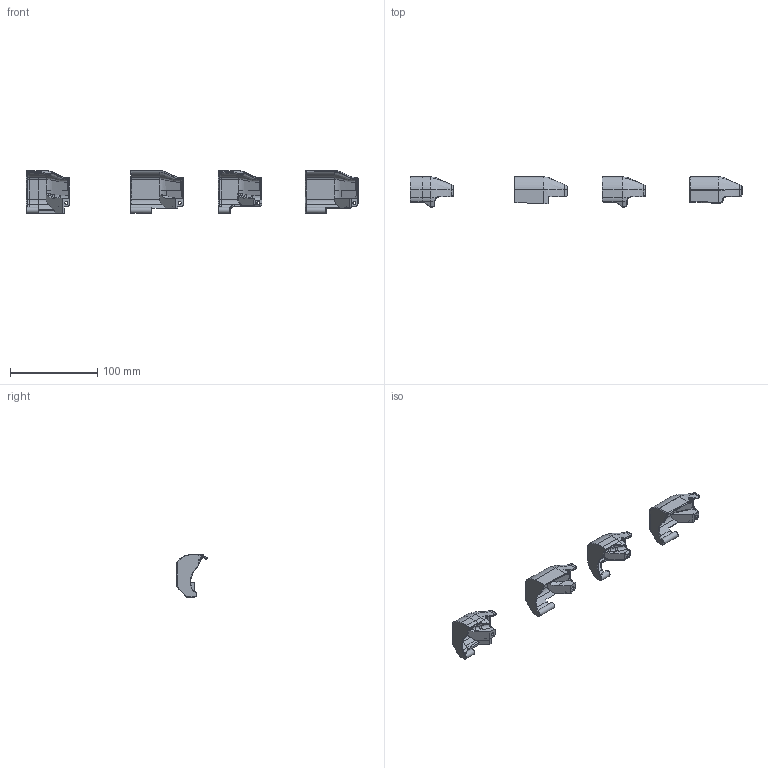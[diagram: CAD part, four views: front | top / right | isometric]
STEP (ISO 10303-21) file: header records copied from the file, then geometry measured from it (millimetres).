
FILE_DESCRIPTION(/* description */ (''),/* implementation_level */ '2;1');
FILE_NAME(/* name */ 'Wire Cover v6.step',/* time_stamp */ '2022-01-21T14:02:06+08:00',/* author */ (''),/* organization */ (''),/* preprocessor_version */ 'ST-DEVELOPER v18.1',/* originating_system */ 'Autodesk Translation Framework v10.10.0.1391',/* authorisation */ '');
FILE_SCHEMA (('AUTOMOTIVE_DESIGN { 1 0 10303 214 3 1 1 }'));
Length unit declared in the file: millimetre
Products named in the file (3): Wire Cover; Galileo Extended Wire Cover by wile.e.coyote; Extended Wire Cover
Assembly tree (2 placements, depth 3):
  Wire Cover
    Galileo Extended Wire Cover by wile.e.coyote
      Extended Wire Cover
Bounding box: 380.25 x 34.62 x 49.06 mm (x, y, z)
Volume: 32513.1 mm3; surface area: 41051.9 mm2
Topology: 6 solids, 6 shells, 694 faces, 1819 edges, 1125 vertices
Faces by surface type: bspline 255, plane 189, cylinder 183, torus 46, cone 19, sphere 2
Full cylindrical faces by diameter (mm): 3.5 x8
Entity records: 36913 total; most frequent: CARTESIAN_POINT 21212, ORIENTED_EDGE 3614, DIRECTION 2758, EDGE_CURVE 1807, VERTEX_POINT 1125, AXIS2_PLACEMENT_3D 1043, EDGE_LOOP 708, FACE_OUTER_BOUND 694
